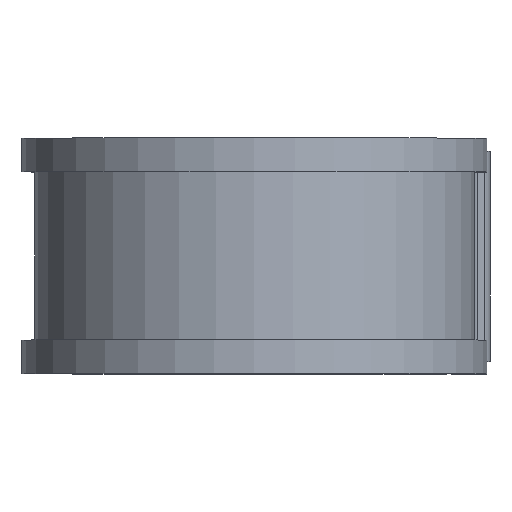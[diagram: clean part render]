
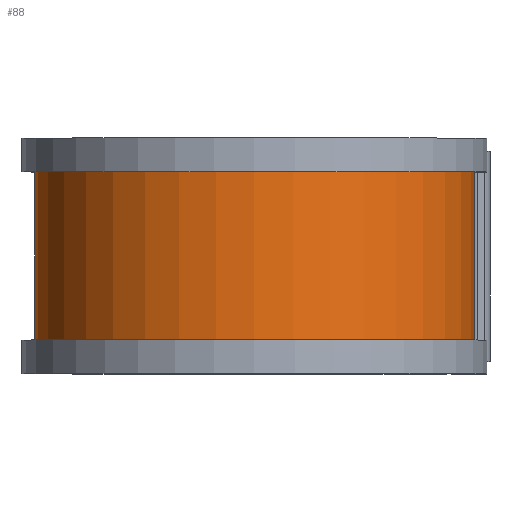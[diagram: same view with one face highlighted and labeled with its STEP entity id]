
A CAD part, top view. The second image highlights one B-rep face of the part: STEP entity #88.
In plain terms, the highlighted cylindrical face has radius 26.556 mm (diameter 53.111 mm), a partial arc.
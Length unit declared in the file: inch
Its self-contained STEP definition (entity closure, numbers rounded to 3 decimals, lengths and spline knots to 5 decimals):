
#8 = FACE_OUTER_BOUND ( 'NONE', #150, .T. ) ;
#84 = DIRECTION ( 'NONE',  ( 0., -1., 0. ) ) ;
#88 = ADVANCED_FACE ( 'NONE', ( #8 ), #1387, .T. ) ;
#150 = EDGE_LOOP ( 'NONE', ( #1638, #247, #1447, #1254 ) ) ;
#170 = LINE ( 'NONE', #1096, #816 ) ;
#184 = EDGE_CURVE ( 'NONE', #1669, #957, #170, .T. ) ;
#247 = ORIENTED_EDGE ( 'NONE', *, *, #675, .T. ) ;
#343 = CARTESIAN_POINT ( 'NONE',  ( 0., 0.5, -1.0455 ) ) ;
#361 = CARTESIAN_POINT ( 'NONE',  ( 0., -0.4, 0. ) ) ;
#363 = AXIS2_PLACEMENT_3D ( 'NONE', #361, #84, #837 ) ;
#376 = VERTEX_POINT ( 'NONE', #511 ) ;
#479 = EDGE_CURVE ( 'NONE', #957, #1702, #1204, .T. ) ;
#511 = CARTESIAN_POINT ( 'NONE',  ( 0., 0.4, -1.0455 ) ) ;
#675 = EDGE_CURVE ( 'NONE', #1669, #376, #977, .T. ) ;
#816 = VECTOR ( 'NONE', #1681, 39.37008 ) ;
#837 = DIRECTION ( 'NONE',  ( 0., 0., -1. ) ) ;
#900 = AXIS2_PLACEMENT_3D ( 'NONE', #1100, #993, #1063 ) ;
#957 = VERTEX_POINT ( 'NONE', #1070 ) ;
#977 = CIRCLE ( 'NONE', #1673, 1.0455 ) ;
#993 = DIRECTION ( 'NONE',  ( 0., -1., 0. ) ) ;
#1063 = DIRECTION ( 'NONE',  ( 0., 0., -1. ) ) ;
#1068 = CARTESIAN_POINT ( 'NONE',  ( 0., -0.4, -1.0455 ) ) ;
#1070 = CARTESIAN_POINT ( 'NONE',  ( 1.0455, -0.4, 0. ) ) ;
#1092 = EDGE_CURVE ( 'NONE', #376, #1702, #1507, .T. ) ;
#1096 = CARTESIAN_POINT ( 'NONE',  ( 1.0455, 0.5, 0. ) ) ;
#1100 = CARTESIAN_POINT ( 'NONE',  ( 0., 0.5, 0. ) ) ;
#1204 = CIRCLE ( 'NONE', #363, 1.0455 ) ;
#1254 = ORIENTED_EDGE ( 'NONE', *, *, #479, .F. ) ;
#1297 = CARTESIAN_POINT ( 'NONE',  ( 1.0455, 0.4, 0. ) ) ;
#1387 = CYLINDRICAL_SURFACE ( 'NONE', #900, 1.0455 ) ;
#1396 = DIRECTION ( 'NONE',  ( 0., 0., -1. ) ) ;
#1401 = DIRECTION ( 'NONE',  ( 0., -1., 0. ) ) ;
#1418 = CARTESIAN_POINT ( 'NONE',  ( 0., 0.4, 0. ) ) ;
#1447 = ORIENTED_EDGE ( 'NONE', *, *, #1092, .T. ) ;
#1505 = VECTOR ( 'NONE', #1759, 39.37008 ) ;
#1507 = LINE ( 'NONE', #343, #1505 ) ;
#1638 = ORIENTED_EDGE ( 'NONE', *, *, #184, .F. ) ;
#1669 = VERTEX_POINT ( 'NONE', #1297 ) ;
#1673 = AXIS2_PLACEMENT_3D ( 'NONE', #1418, #1401, #1396 ) ;
#1681 = DIRECTION ( 'NONE',  ( 0., -1., 0. ) ) ;
#1702 = VERTEX_POINT ( 'NONE', #1068 ) ;
#1759 = DIRECTION ( 'NONE',  ( 0., -1., 0. ) ) ;
